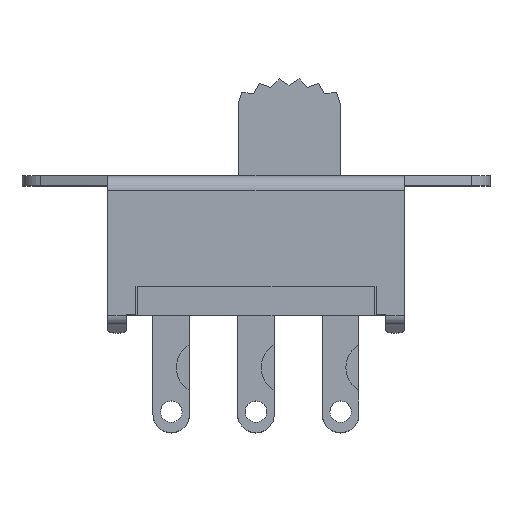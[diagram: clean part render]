
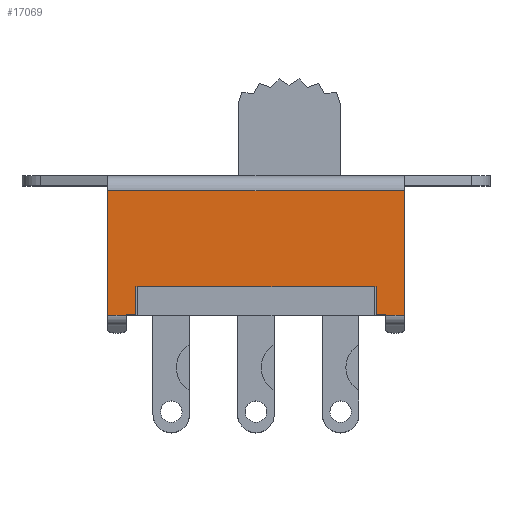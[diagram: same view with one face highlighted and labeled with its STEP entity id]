
A CAD part, top view. The second image highlights one B-rep face of the part: STEP entity #17069.
In plain terms, the highlighted planar face has unit normal (0, 0, 1).
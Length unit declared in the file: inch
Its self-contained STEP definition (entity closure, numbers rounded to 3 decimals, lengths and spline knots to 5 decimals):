
#1629=FACE_OUTER_BOUND('',#2495,.T.);
#2495=EDGE_LOOP('',(#14709,#14710,#14711,#14712,#14713,#14714,#14715,#14716,
#14717,#14718,#14719,#14720,#14721,#14722,#14723,#14724));
#3526=LINE('',#25228,#5384);
#3530=LINE('',#25236,#5388);
#3539=LINE('',#25252,#5397);
#3639=LINE('',#25480,#5497);
#3642=LINE('',#25485,#5500);
#3643=LINE('',#25488,#5501);
#3645=LINE('',#25491,#5503);
#3651=LINE('',#25511,#5509);
#4324=LINE('',#27604,#6182);
#4327=LINE('',#27615,#6185);
#4331=LINE('',#27624,#6189);
#4336=LINE('',#27638,#6194);
#4356=LINE('',#27700,#6214);
#4357=LINE('',#27702,#6215);
#4358=LINE('',#27704,#6216);
#4359=LINE('',#27705,#6217);
#5384=VECTOR('',#20474,0.3937);
#5388=VECTOR('',#20480,0.3937);
#5397=VECTOR('',#20493,0.3937);
#5497=VECTOR('',#20781,0.3937);
#5500=VECTOR('',#20786,0.3937);
#5501=VECTOR('',#20789,0.3937);
#5503=VECTOR('',#20793,0.3937);
#5509=VECTOR('',#20809,0.3937);
#6182=VECTOR('',#22554,0.3937);
#6185=VECTOR('',#22565,0.3937);
#6189=VECTOR('',#22573,0.3937);
#6194=VECTOR('',#22586,0.3937);
#6214=VECTOR('',#22662,0.3937);
#6215=VECTOR('',#22665,0.3937);
#6216=VECTOR('',#22666,0.3937);
#6217=VECTOR('',#22667,0.3937);
#7104=VERTEX_POINT('',#25224);
#7106=VERTEX_POINT('',#25227);
#7108=VERTEX_POINT('',#25234);
#7109=VERTEX_POINT('',#25235);
#7147=VERTEX_POINT('',#25477);
#7148=VERTEX_POINT('',#25479);
#7149=VERTEX_POINT('',#25483);
#7150=VERTEX_POINT('',#25487);
#7159=VERTEX_POINT('',#25509);
#7748=VERTEX_POINT('',#27601);
#7749=VERTEX_POINT('',#27603);
#7753=VERTEX_POINT('',#27613);
#7755=VERTEX_POINT('',#27621);
#7756=VERTEX_POINT('',#27623);
#7775=VERTEX_POINT('',#27698);
#7776=VERTEX_POINT('',#27703);
#9023=EDGE_CURVE('',#7106,#7104,#3526,.T.);
#9027=EDGE_CURVE('',#7108,#7109,#3530,.T.);
#9036=EDGE_CURVE('',#7109,#7106,#3539,.T.);
#9147=EDGE_CURVE('',#7148,#7147,#3639,.T.);
#9150=EDGE_CURVE('',#7147,#7149,#3642,.T.);
#9151=EDGE_CURVE('',#7150,#7108,#3643,.T.);
#9153=EDGE_CURVE('',#7104,#7148,#3645,.T.);
#9163=EDGE_CURVE('',#7149,#7159,#3651,.T.);
#10071=EDGE_CURVE('',#7749,#7748,#4324,.T.);
#10077=EDGE_CURVE('',#7753,#7159,#4327,.T.);
#10081=EDGE_CURVE('',#7756,#7755,#4331,.T.);
#10089=EDGE_CURVE('',#7756,#7748,#4336,.T.);
#10122=EDGE_CURVE('',#7753,#7775,#4356,.T.);
#10123=EDGE_CURVE('',#7749,#7775,#4357,.T.);
#10124=EDGE_CURVE('',#7755,#7776,#4358,.T.);
#10125=EDGE_CURVE('',#7776,#7150,#4359,.T.);
#14709=ORIENTED_EDGE('',*,*,#9023,.T.);
#14710=ORIENTED_EDGE('',*,*,#9153,.T.);
#14711=ORIENTED_EDGE('',*,*,#9147,.T.);
#14712=ORIENTED_EDGE('',*,*,#9150,.T.);
#14713=ORIENTED_EDGE('',*,*,#9163,.T.);
#14714=ORIENTED_EDGE('',*,*,#10077,.F.);
#14715=ORIENTED_EDGE('',*,*,#10122,.T.);
#14716=ORIENTED_EDGE('',*,*,#10123,.F.);
#14717=ORIENTED_EDGE('',*,*,#10071,.T.);
#14718=ORIENTED_EDGE('',*,*,#10089,.F.);
#14719=ORIENTED_EDGE('',*,*,#10081,.T.);
#14720=ORIENTED_EDGE('',*,*,#10124,.T.);
#14721=ORIENTED_EDGE('',*,*,#10125,.T.);
#14722=ORIENTED_EDGE('',*,*,#9151,.T.);
#14723=ORIENTED_EDGE('',*,*,#9027,.T.);
#14724=ORIENTED_EDGE('',*,*,#9036,.T.);
#15516=PLANE('',#18365);
#17069=ADVANCED_FACE('',(#1629),#15516,.T.);
#18365=AXIS2_PLACEMENT_3D('',#27701,#22663,#22664);
#20474=DIRECTION('',(0.,-1.,0.));
#20480=DIRECTION('',(0.,1.,0.));
#20493=DIRECTION('',(1.,0.,0.));
#20781=DIRECTION('',(0.,-1.,0.));
#20786=DIRECTION('',(1.,0.,0.));
#20789=DIRECTION('',(1.,0.,0.));
#20793=DIRECTION('',(1.,0.,0.));
#20809=DIRECTION('',(0.,-1.,0.));
#22554=DIRECTION('',(0.,-1.,0.));
#22565=DIRECTION('',(-1.,0.,0.));
#22573=DIRECTION('',(0.,1.,0.));
#22586=DIRECTION('',(-1.,0.,0.));
#22662=DIRECTION('',(0.,1.,0.));
#22663=DIRECTION('center_axis',(0.,0.,1.));
#22664=DIRECTION('ref_axis',(1.,0.,0.));
#22665=DIRECTION('',(1.,0.,0.));
#22666=DIRECTION('',(1.,0.,0.));
#22667=DIRECTION('',(0.,1.,0.));
#25224=CARTESIAN_POINT('',(0.25289,-0.055,0.2835));
#25227=CARTESIAN_POINT('',(0.25289,-0.055,0.2835));
#25228=CARTESIAN_POINT('',(0.25289,-0.1185,0.2835));
#25234=CARTESIAN_POINT('',(-0.25311,-0.055,0.2835));
#25235=CARTESIAN_POINT('',(-0.25311,-0.055,0.2835));
#25236=CARTESIAN_POINT('',(-0.25311,-0.1185,0.2835));
#25252=CARTESIAN_POINT('',(-0.15806,-0.055,0.2835));
#25477=CARTESIAN_POINT('',(0.257,-0.115,0.2835));
#25479=CARTESIAN_POINT('',(0.257,-0.055,0.2835));
#25480=CARTESIAN_POINT('',(0.257,-0.182,0.2835));
#25483=CARTESIAN_POINT('',(0.277,-0.115,0.2835));
#25485=CARTESIAN_POINT('',(0.1385,-0.115,0.2835));
#25487=CARTESIAN_POINT('',(-0.257,-0.055,0.2835));
#25488=CARTESIAN_POINT('',(0.1285,-0.055,0.2835));
#25491=CARTESIAN_POINT('',(0.1285,-0.055,0.2835));
#25509=CARTESIAN_POINT('',(0.277,-0.116,0.2835));
#25511=CARTESIAN_POINT('',(0.277,-0.182,0.2835));
#27601=CARTESIAN_POINT('',(-0.317,-0.116,0.2835));
#27603=CARTESIAN_POINT('',(-0.317,0.15,0.2835));
#27604=CARTESIAN_POINT('',(-0.317,0.182,0.2835));
#27613=CARTESIAN_POINT('',(0.317,-0.116,0.2835));
#27615=CARTESIAN_POINT('',(0.,-0.116,0.2835));
#27621=CARTESIAN_POINT('',(-0.277,-0.115,0.2835));
#27623=CARTESIAN_POINT('',(-0.277,-0.116,0.2835));
#27624=CARTESIAN_POINT('',(-0.277,-0.1485,0.2835));
#27638=CARTESIAN_POINT('',(0.,-0.116,0.2835));
#27698=CARTESIAN_POINT('',(0.317,0.15,0.2835));
#27700=CARTESIAN_POINT('',(0.317,0.182,0.2835));
#27701=CARTESIAN_POINT('Origin',(0.,-0.182,0.2835));
#27702=CARTESIAN_POINT('',(0.,0.15,0.2835));
#27703=CARTESIAN_POINT('',(-0.257,-0.115,0.2835));
#27704=CARTESIAN_POINT('',(-0.1285,-0.115,0.2835));
#27705=CARTESIAN_POINT('',(-0.257,-0.1185,0.2835));
